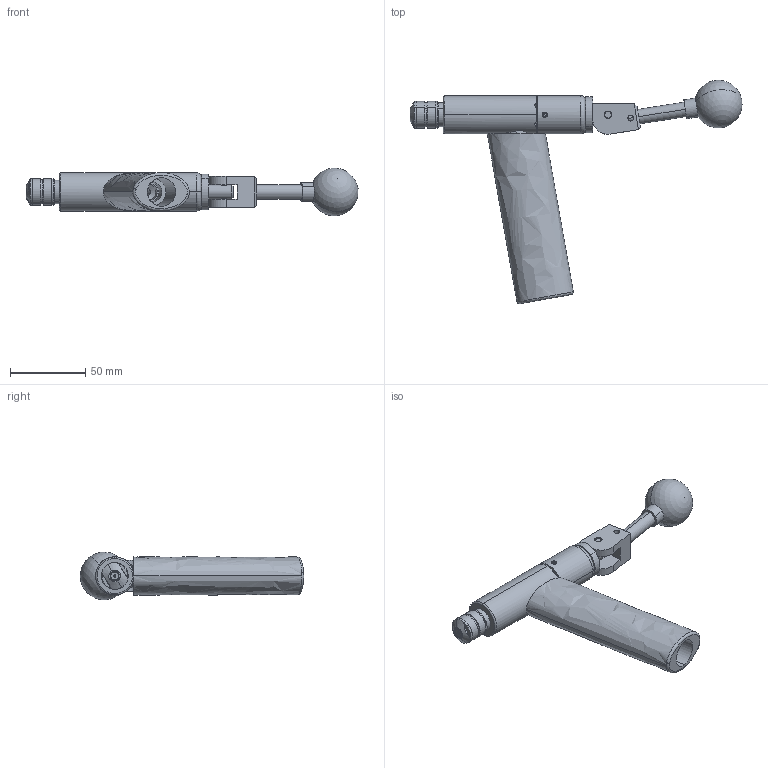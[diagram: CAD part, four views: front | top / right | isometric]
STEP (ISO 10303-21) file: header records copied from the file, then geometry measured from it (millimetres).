
FILE_DESCRIPTION (( 'STEP AP214' ), '1' );
FILE_NAME ('CTSC-003481.STEP', '2025-05-22T16:23:46', ( '' ), ( '' ), 'SwSTEP 2.0', 'SolidWorks 2023', '' );
FILE_SCHEMA (( 'AUTOMOTIVE_DESIGN' ));
Length unit declared in the file: inch
Products named in the file (1): CTSC-003481
Bounding box: 220.94 x 148.69 x 31.6 mm (x, y, z)
Volume: 153222.6 mm3; surface area: 50227.9 mm2
Topology: 11 solids, 11 shells, 308 faces, 727 edges, 459 vertices
Faces by surface type: cylinder 127, plane 113, cone 46, torus 13, bspline 7, sphere 2
Entity records: 14653 total; most frequent: CARTESIAN_POINT 3678, DIRECTION 1488, ORIENTED_EDGE 1440, EDGE_CURVE 720, AXIS2_PLACEMENT_3D 601, VERTEX_POINT 456, EDGE_LOOP 352, ADVANCED_FACE 308
